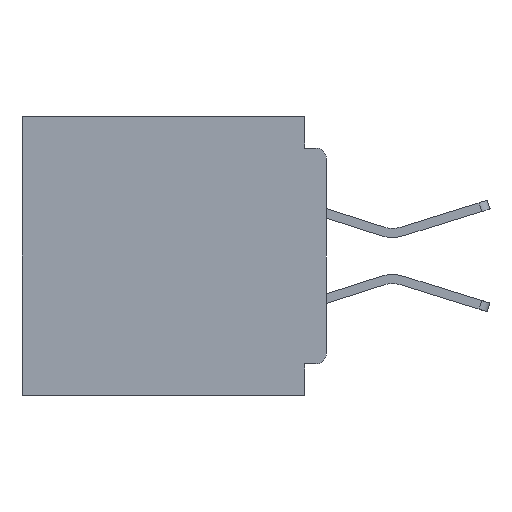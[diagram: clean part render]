
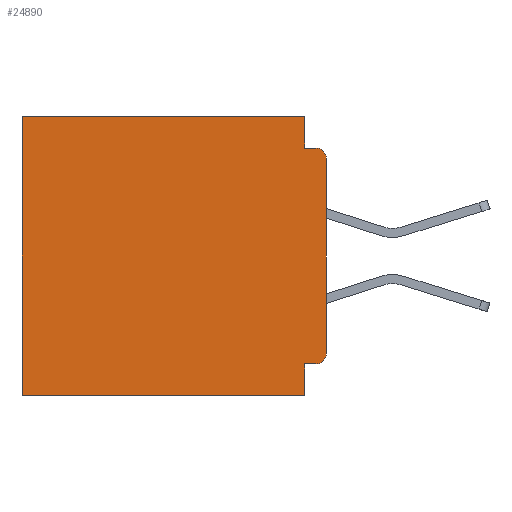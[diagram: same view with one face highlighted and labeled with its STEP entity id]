
A CAD part, left-side view. The second image highlights one B-rep face of the part: STEP entity #24890.
In plain terms, the highlighted planar face has unit normal (-1, 0, 0).
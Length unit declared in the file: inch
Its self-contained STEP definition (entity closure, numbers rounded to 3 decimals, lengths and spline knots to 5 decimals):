
#152 = CARTESIAN_POINT ( 'NONE',  ( 0.3, 0.015, -0.06 ) ) ;
#587 = DIRECTION ( 'NONE',  ( 0., 0., -1. ) ) ;
#632 = VERTEX_POINT ( 'NONE', #9669 ) ;
#1302 = CARTESIAN_POINT ( 'NONE',  ( 0.3, 0., -0.34 ) ) ;
#1570 = DIRECTION ( 'NONE',  ( 0., 1., 0. ) ) ;
#2275 = CARTESIAN_POINT ( 'NONE',  ( 0.3, 0.031, -0.045 ) ) ;
#3038 = DIRECTION ( 'NONE',  ( 0., 0., -1. ) ) ;
#3399 = AXIS2_PLACEMENT_3D ( 'NONE', #152, #19785, #3038 ) ;
#3829 = ORIENTED_EDGE ( 'NONE', *, *, #11809, .F. ) ;
#4062 = CARTESIAN_POINT ( 'NONE',  ( 0.3, 0., -0.4 ) ) ;
#4306 = VERTEX_POINT ( 'NONE', #2275 ) ;
#6345 = DIRECTION ( 'NONE',  ( -1., 0., 0. ) ) ;
#6550 = EDGE_CURVE ( 'NONE', #632, #6656, #18794, .T. ) ;
#6656 = VERTEX_POINT ( 'NONE', #11606 ) ;
#6735 = VECTOR ( 'NONE', #24811, 39.37008 ) ;
#7117 = CARTESIAN_POINT ( 'NONE',  ( 0.3, 0.031, -0.4 ) ) ;
#7382 = ORIENTED_EDGE ( 'NONE', *, *, #31168, .F. ) ;
#7732 = DIRECTION ( 'NONE',  ( 1., 0., 0. ) ) ;
#7803 = VERTEX_POINT ( 'NONE', #8225 ) ;
#8225 = CARTESIAN_POINT ( 'NONE',  ( 0.3, 0.437, -0.4 ) ) ;
#8352 = CIRCLE ( 'NONE', #15096, 0.015 ) ;
#9016 = CARTESIAN_POINT ( 'NONE',  ( 0.3, 0., -0.4 ) ) ;
#9121 = VERTEX_POINT ( 'NONE', #34176 ) ;
#9669 = CARTESIAN_POINT ( 'NONE',  ( 0.3, 0.015, -0.355 ) ) ;
#10525 = ORIENTED_EDGE ( 'NONE', *, *, #6550, .F. ) ;
#10614 = EDGE_CURVE ( 'NONE', #6656, #26192, #28727, .T. ) ;
#10696 = DIRECTION ( 'NONE',  ( 0., 0., -1. ) ) ;
#10920 = CARTESIAN_POINT ( 'NONE',  ( 0.3, 0.031, 0. ) ) ;
#11211 = VECTOR ( 'NONE', #30493, 39.37008 ) ;
#11345 = CARTESIAN_POINT ( 'NONE',  ( 0.3, 0.015, -0.045 ) ) ;
#11409 = VECTOR ( 'NONE', #12886, 39.37008 ) ;
#11606 = CARTESIAN_POINT ( 'NONE',  ( 0.3, 0.031, -0.355 ) ) ;
#11809 = EDGE_CURVE ( 'NONE', #12427, #4306, #33640, .T. ) ;
#12053 = VECTOR ( 'NONE', #28913, 39.37008 ) ;
#12427 = VERTEX_POINT ( 'NONE', #10920 ) ;
#12886 = DIRECTION ( 'NONE',  ( 0., 1., 0. ) ) ;
#12951 = LINE ( 'NONE', #27798, #11211 ) ;
#13654 = ORIENTED_EDGE ( 'NONE', *, *, #33410, .T. ) ;
#13734 = LINE ( 'NONE', #9016, #27454 ) ;
#14113 = VERTEX_POINT ( 'NONE', #1302 ) ;
#15096 = AXIS2_PLACEMENT_3D ( 'NONE', #22937, #6345, #25713 ) ;
#15290 = ORIENTED_EDGE ( 'NONE', *, *, #27032, .F. ) ;
#15448 = LINE ( 'NONE', #26886, #29068 ) ;
#15611 = CARTESIAN_POINT ( 'NONE',  ( 0.3, 0., 0. ) ) ;
#16594 = CARTESIAN_POINT ( 'NONE',  ( 0.3, 0., -0.355 ) ) ;
#16737 = CARTESIAN_POINT ( 'NONE',  ( 0.3, 0.437, 0. ) ) ;
#17235 = EDGE_CURVE ( 'NONE', #9121, #14113, #13734, .T. ) ;
#18103 = EDGE_CURVE ( 'NONE', #18286, #7803, #15448, .T. ) ;
#18286 = VERTEX_POINT ( 'NONE', #16737 ) ;
#18757 = FACE_OUTER_BOUND ( 'NONE', #26071, .T. ) ;
#18794 = LINE ( 'NONE', #16594, #11409 ) ;
#18971 = VERTEX_POINT ( 'NONE', #11345 ) ;
#19302 = VECTOR ( 'NONE', #10696, 39.37008 ) ;
#19331 = EDGE_CURVE ( 'NONE', #12427, #18286, #28048, .T. ) ;
#19785 = DIRECTION ( 'NONE',  ( -1., 0., 0. ) ) ;
#19975 = VECTOR ( 'NONE', #1570, 39.37008 ) ;
#21306 = ORIENTED_EDGE ( 'NONE', *, *, #25109, .T. ) ;
#21459 = ORIENTED_EDGE ( 'NONE', *, *, #17235, .F. ) ;
#22937 = CARTESIAN_POINT ( 'NONE',  ( 0.3, 0.015, -0.34 ) ) ;
#24315 = PLANE ( 'NONE',  #28179 ) ;
#24588 = ORIENTED_EDGE ( 'NONE', *, *, #19331, .T. ) ;
#24811 = DIRECTION ( 'NONE',  ( 0., 0., -1. ) ) ;
#24890 = ADVANCED_FACE ( 'NONE', ( #18757 ), #24315, .F. ) ;
#25109 = EDGE_CURVE ( 'NONE', #9121, #18971, #34366, .T. ) ;
#25713 = DIRECTION ( 'NONE',  ( 0., 0., -1. ) ) ;
#26071 = EDGE_LOOP ( 'NONE', ( #21459, #21306, #15290, #3829, #24588, #28752, #7382, #33534, #10525, #13654 ) ) ;
#26192 = VERTEX_POINT ( 'NONE', #7117 ) ;
#26886 = CARTESIAN_POINT ( 'NONE',  ( 0.3, 0.437, -0.4 ) ) ;
#27020 = DIRECTION ( 'NONE',  ( 0., 0., -1. ) ) ;
#27032 = EDGE_CURVE ( 'NONE', #4306, #18971, #12951, .T. ) ;
#27454 = VECTOR ( 'NONE', #587, 39.37008 ) ;
#27497 = LINE ( 'NONE', #4062, #12053 ) ;
#27643 = CARTESIAN_POINT ( 'NONE',  ( 0.3, 0.031, -0.4 ) ) ;
#27798 = CARTESIAN_POINT ( 'NONE',  ( 0.3, 0., -0.045 ) ) ;
#28048 = LINE ( 'NONE', #15611, #19975 ) ;
#28179 = AXIS2_PLACEMENT_3D ( 'NONE', #29605, #7732, #27020 ) ;
#28727 = LINE ( 'NONE', #27643, #6735 ) ;
#28752 = ORIENTED_EDGE ( 'NONE', *, *, #18103, .T. ) ;
#28913 = DIRECTION ( 'NONE',  ( 0., 1., 0. ) ) ;
#29068 = VECTOR ( 'NONE', #29585, 39.37008 ) ;
#29585 = DIRECTION ( 'NONE',  ( 0., 0., -1. ) ) ;
#29605 = CARTESIAN_POINT ( 'NONE',  ( 0.3, 0., -0.4 ) ) ;
#29844 = CARTESIAN_POINT ( 'NONE',  ( 0.3, 0.031, 0. ) ) ;
#30493 = DIRECTION ( 'NONE',  ( 0., -1., 0. ) ) ;
#31168 = EDGE_CURVE ( 'NONE', #26192, #7803, #27497, .T. ) ;
#33410 = EDGE_CURVE ( 'NONE', #632, #14113, #8352, .T. ) ;
#33534 = ORIENTED_EDGE ( 'NONE', *, *, #10614, .F. ) ;
#33640 = LINE ( 'NONE', #29844, #19302 ) ;
#34176 = CARTESIAN_POINT ( 'NONE',  ( 0.3, 0., -0.06 ) ) ;
#34366 = CIRCLE ( 'NONE', #3399, 0.015 ) ;
